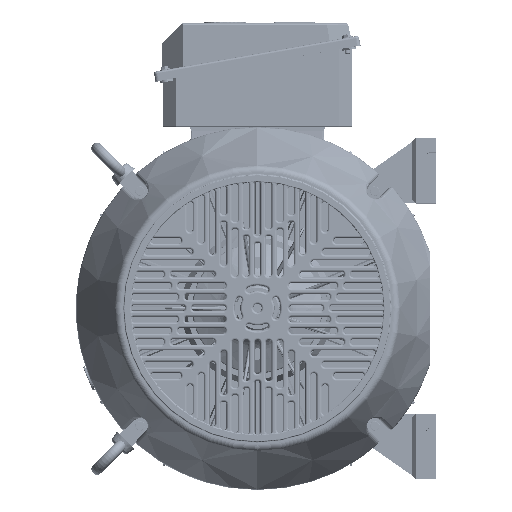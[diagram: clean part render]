
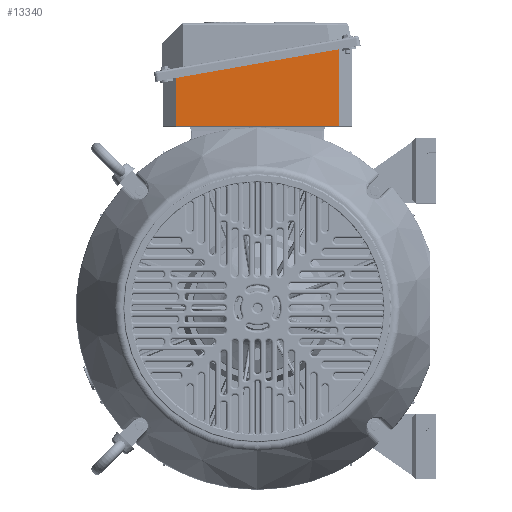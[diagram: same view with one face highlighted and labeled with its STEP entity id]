
A CAD part, top view. The second image highlights one B-rep face of the part: STEP entity #13340.
In plain terms, the highlighted planar face has unit normal (0, 0, 1).
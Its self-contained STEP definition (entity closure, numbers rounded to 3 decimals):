
#12553 = EDGE_CURVE ( 'NONE', #12556, #12633, #15927, .T. ) ;
#12556 = VERTEX_POINT ( 'NONE', #15902 ) ;
#12608 = VERTEX_POINT ( 'NONE', #16156 ) ;
#12612 = EDGE_CURVE ( 'NONE', #12626, #12608, #16151, .T. ) ;
#12626 = VERTEX_POINT ( 'NONE', #16112 ) ;
#12632 = EDGE_CURVE ( 'NONE', #12626, #12633, #16101, .T. ) ;
#12633 = VERTEX_POINT ( 'NONE', #16093 ) ;
#13340 = ADVANCED_FACE ( 'NONE', ( #17732 ), #17722, .F. ) ;
#13341 = EDGE_LOOP ( 'NONE', ( #13344, #13347, #13354, #13355 ) ) ;
#13344 = ORIENTED_EDGE ( 'NONE', *, *, #12612, .T. ) ;
#13347 = ORIENTED_EDGE ( 'NONE', *, *, #13351, .T. ) ;
#13351 = EDGE_CURVE ( 'NONE', #12608, #12556, #17725, .T. ) ;
#13354 = ORIENTED_EDGE ( 'NONE', *, *, #12553, .T. ) ;
#13355 = ORIENTED_EDGE ( 'NONE', *, *, #12632, .F. ) ;
#15902 = CARTESIAN_POINT ( 'NONE',  ( 249.772, 4., 121. ) ) ;
#15908 = DIRECTION ( 'NONE',  ( 0., 1., 0. ) ) ;
#15910 = VECTOR ( 'NONE', #15908, 1000. ) ;
#15913 = CARTESIAN_POINT ( 'NONE',  ( 249.772, 0., 121. ) ) ;
#15927 = LINE ( 'NONE', #15913, #15910 ) ;
#16093 = CARTESIAN_POINT ( 'NONE',  ( 249.772, 112.662, 121. ) ) ;
#16096 = DIRECTION ( 'NONE',  ( 0.985, 0.174, 0. ) ) ;
#16097 = VECTOR ( 'NONE', #16096, 1000. ) ;
#16100 = CARTESIAN_POINT ( 'NONE',  ( -11.735, 66.552, 121. ) ) ;
#16101 = LINE ( 'NONE', #16100, #16097 ) ;
#16112 = CARTESIAN_POINT ( 'NONE',  ( 18.929, 71.959, 121. ) ) ;
#16144 = DIRECTION ( 'NONE',  ( 0., -1., 0. ) ) ;
#16145 = VECTOR ( 'NONE', #16144, 1000. ) ;
#16148 = CARTESIAN_POINT ( 'NONE',  ( 18.929, 0., 121. ) ) ;
#16151 = LINE ( 'NONE', #16148, #16145 ) ;
#16156 = CARTESIAN_POINT ( 'NONE',  ( 18.929, 4., 121. ) ) ;
#17715 = DIRECTION ( 'NONE',  ( -1., 0., 0. ) ) ;
#17717 = DIRECTION ( 'NONE',  ( 0., 0., -1. ) ) ;
#17719 = CARTESIAN_POINT ( 'NONE',  ( 0., 0., 121. ) ) ;
#17720 = AXIS2_PLACEMENT_3D ( 'NONE', #17719, #17717, #17715 ) ;
#17722 = PLANE ( 'NONE',  #17720 ) ;
#17725 = LINE ( 'NONE', #17907, #17904 ) ;
#17732 = FACE_OUTER_BOUND ( 'NONE', #13341, .T. ) ;
#17902 = DIRECTION ( 'NONE',  ( 1., 0., 0. ) ) ;
#17904 = VECTOR ( 'NONE', #17902, 1000. ) ;
#17907 = CARTESIAN_POINT ( 'NONE',  ( 0., 4., 121. ) ) ;
